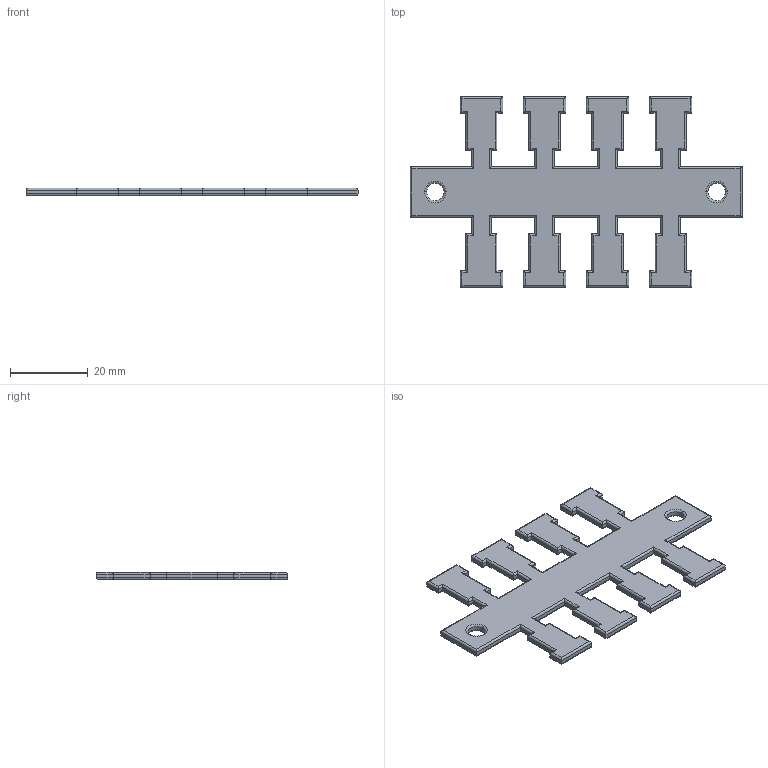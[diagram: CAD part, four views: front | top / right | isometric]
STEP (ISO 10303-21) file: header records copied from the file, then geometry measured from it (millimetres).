
FILE_DESCRIPTION (( 'STEP AP214' ), '1' );
FILE_NAME ('1041-032.STEP', '2024-08-28T08:36:27', ( '' ), ( '' ), 'SwSTEP 2.0', 'SolidWorks 2022', '' );
FILE_SCHEMA (( 'AUTOMOTIVE_DESIGN' ));
Length unit declared in the file: millimetre
Products named in the file (1): 1041-032
Bounding box: 85.3 x 49 x 2 mm (x, y, z)
Volume: 4392.8 mm3; surface area: 5414.8 mm2
Topology: 1 solids, 1 shells, 314 faces, 728 edges, 416 vertices
Faces by surface type: cylinder 204, plane 102, torus 8
Entity records: 8514 total; most frequent: CARTESIAN_POINT 2059, ORIENTED_EDGE 1456, DIRECTION 1182, EDGE_CURVE 728, VECTOR 504, LINE 504, VERTEX_POINT 416, AXIS2_PLACEMENT_3D 339
